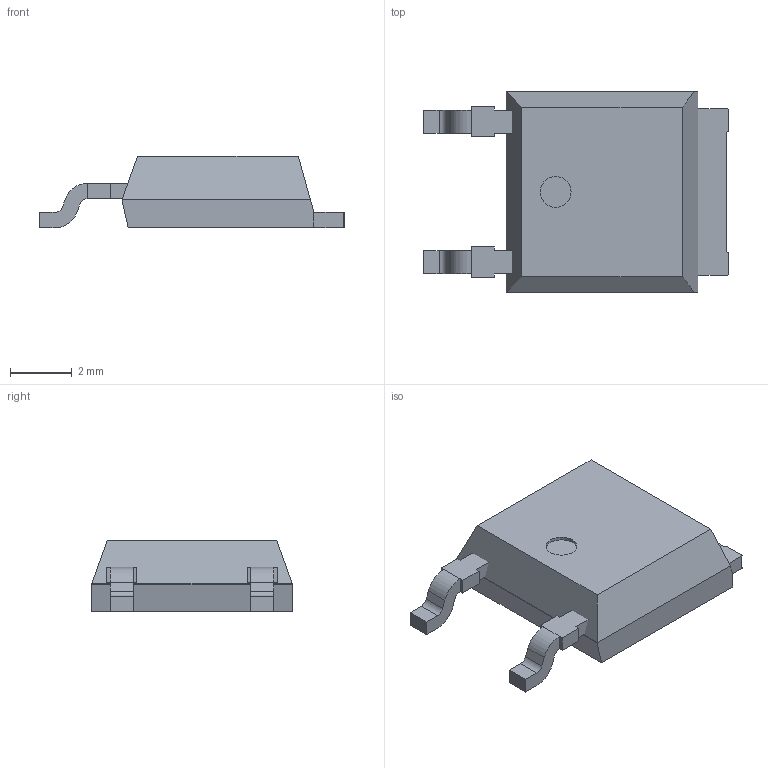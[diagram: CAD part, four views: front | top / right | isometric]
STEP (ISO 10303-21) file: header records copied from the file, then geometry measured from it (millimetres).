
FILE_DESCRIPTION(/* description */ ('model of TO-252-2_TabPin1'),/* implementation_level */ '2;1');
FILE_NAME(/* name */ 'TO-252-2_TabPin1.step',/* time_stamp */ '2023-01-24T23:51:05',/* author */ ('Ray Benitez',''),/* organization */ ('OCCT'),/* preprocessor_version */ '',/* originating_system */ 'KiCAD',/* authorisation */ '');
FILE_SCHEMA(('AUTOMOTIVE_DESIGN { 1 0 10303 214 1 1 1 1 }'));
Length unit declared in the file: millimetre
Products named in the file (8): CQ assembly; 94f5b776-9c39-11ed-93f0-dde97e994e83; 94f5b777-9c39-11ed-93f0-dde97e994e83; 94f5b777-9c39-11ed-93f0-dde97e994e83_part; 94f5b778-9c39-11ed-93f0-dde97e994e83; 94f5b778-9c39-11ed-93f0-dde97e994e83_part; 94f5b779-9c39-11ed-93f0-dde97e994e83; 94f5b779-9c39-11ed-93f0-dde97e994e83_part
Assembly tree (7 placements, depth 4):
  CQ assembly
    94f5b776-9c39-11ed-93f0-dde97e994e83
      94f5b777-9c39-11ed-93f0-dde97e994e83
        94f5b777-9c39-11ed-93f0-dde97e994e83_part
      94f5b778-9c39-11ed-93f0-dde97e994e83
        94f5b778-9c39-11ed-93f0-dde97e994e83_part
      94f5b779-9c39-11ed-93f0-dde97e994e83
        94f5b779-9c39-11ed-93f0-dde97e994e83_part
Bounding box: 9.9 x 6.5 x 2.32 mm (x, y, z)
Volume: 98.2 mm3; surface area: 205.9 mm2
Topology: 4 solids, 4 shells, 73 faces, 190 edges, 126 vertices
Faces by surface type: plane 60, cylinder 13
Full cylindrical faces by diameter (mm): 1 x1
Entity records: 2385 total; most frequent: CARTESIAN_POINT 397, DIRECTION 386, ORIENTED_EDGE 380, EDGE_CURVE 190, LINE 156, VECTOR 156, VERTEX_POINT 126, AXIS2_PLACEMENT_3D 115
